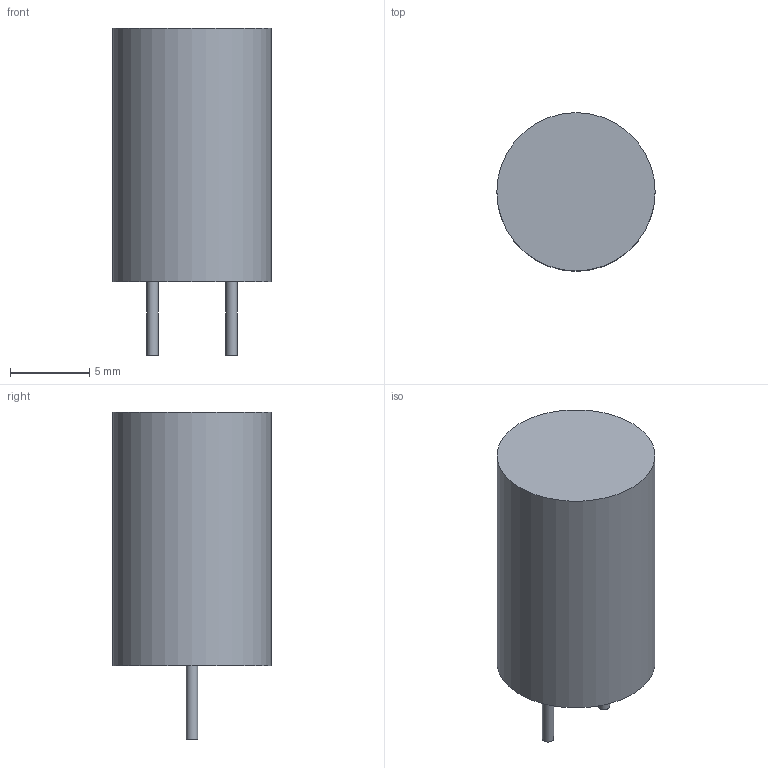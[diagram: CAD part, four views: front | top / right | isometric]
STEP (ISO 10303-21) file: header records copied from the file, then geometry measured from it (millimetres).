
FILE_DESCRIPTION(('STEP AP214'),'1');
FILE_NAME('PCAP_10x16','2019-03-24T20:47:44',(''),(''),'','','');
FILE_SCHEMA(('AUTOMOTIVE_DESIGN'));
Length unit declared in the file: millimetre
Products named in the file (1): product
Bounding box: 10.01 x 10.01 x 20.68 mm (x, y, z)
Volume: 1262.4 mm3; surface area: 682.9 mm2
Topology: 3 solids, 3 shells, 9 faces, 9 edges, 6 vertices
Faces by surface type: plane 6, cylinder 3
Full cylindrical faces by diameter (mm): 0.711 x2, 10.008 x1
Entity records: 218 total; most frequent: DIRECTION 38, CARTESIAN_POINT 25, AXIS2_PLACEMENT_3D 19, EDGE_LOOP 12, ORIENTED_EDGE 12, ADVANCED_FACE 9, FACE_OUTER_BOUND 9, STYLED_ITEM 9
